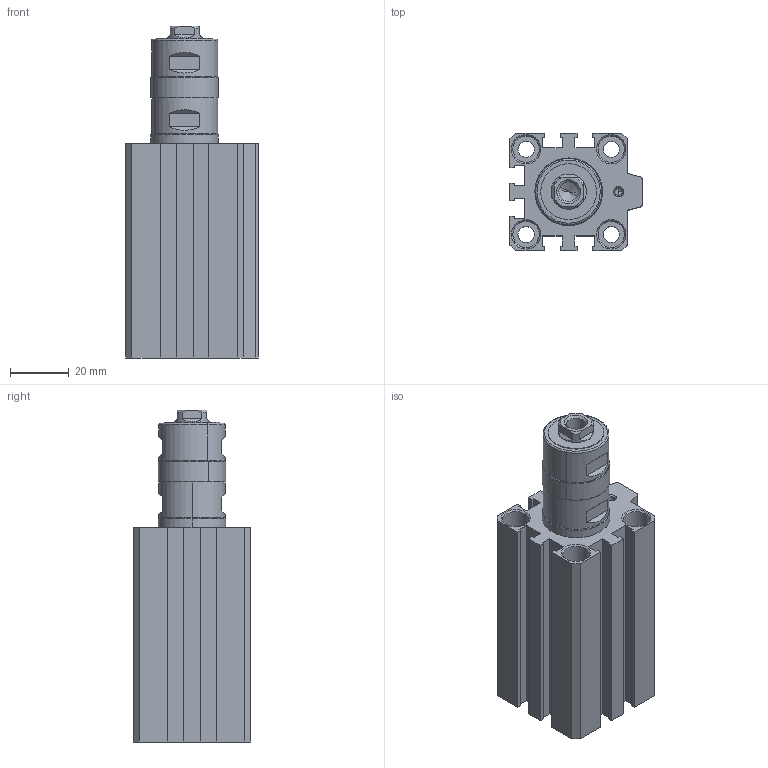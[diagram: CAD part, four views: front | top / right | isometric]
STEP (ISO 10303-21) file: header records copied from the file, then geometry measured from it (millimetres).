
FILE_DESCRIPTION(('CATIA V5 STEP Exchange'),'2;1');
FILE_NAME('SCQ_25_TS_TUENKERS.stp','2021-07-09T08:15:45+00:00',('none'),('none'),'CATIA Version 5 Release 19 SP 9 (IN-10)','CATIA V5 STEP AP203','none');
FILE_SCHEMA(('CONFIG_CONTROL_DESIGN'));
Length unit declared in the file: millimetre
Products named in the file (1): SCQ_25_TS_TUENKERS
Bounding box: 45 x 40 x 113 mm (x, y, z)
Volume: 106871.9 mm3; surface area: 32551.7 mm2
Topology: 2 solids, 3 shells, 249 faces, 628 edges, 400 vertices
Faces by surface type: plane 115, cylinder 68, cone 62, torus 4
Entity records: 7491 total; most frequent: CARTESIAN_POINT 1681, ORIENTED_EDGE 1244, DIRECTION 1024, EDGE_CURVE 622, AXIS2_PLACEMENT_3D 431, VERTEX_POINT 400, VECTOR 358, LINE 358
